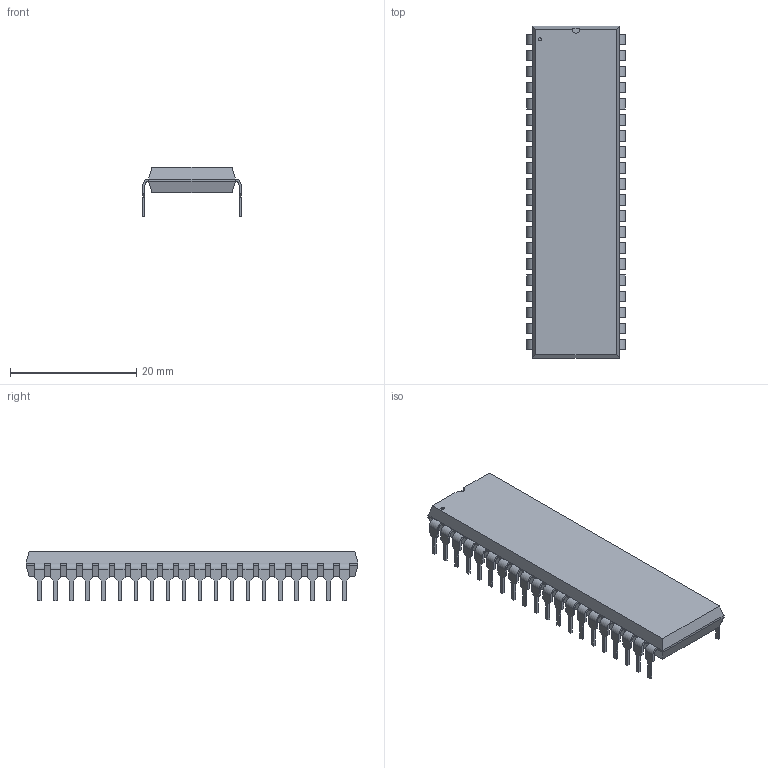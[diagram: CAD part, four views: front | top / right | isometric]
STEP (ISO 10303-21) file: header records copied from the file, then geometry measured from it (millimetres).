
FILE_DESCRIPTION((''),'2;1');
FILE_NAME('DIP40-600.stp','2008-10-15T11:29:27',(''),(''),'Mechanical Desktop 2009','Mechanical Desktop 2009',', , ');
FILE_SCHEMA(('AUTOMOTIVE_DESIGN { 1 2 10303 214 1 1 1 1 }'));
Length unit declared in the file: millimetre
Products named in the file (1): Product
Bounding box: 15.6 x 52.5 x 7.75 mm (x, y, z)
Volume: 2850.2 mm3; surface area: 2590.4 mm2
Topology: 41 solids, 41 shells, 501 faces, 1244 edges, 826 vertices
Faces by surface type: bspline 242, plane 216, cylinder 43
Entity records: 15236 total; most frequent: CARTESIAN_POINT 3858, ORIENTED_EDGE 2488, DIRECTION 1930, EDGE_CURVE 1244, VECTOR 1078, LINE 1078, VERTEX_POINT 826, EDGE_LOOP 502
